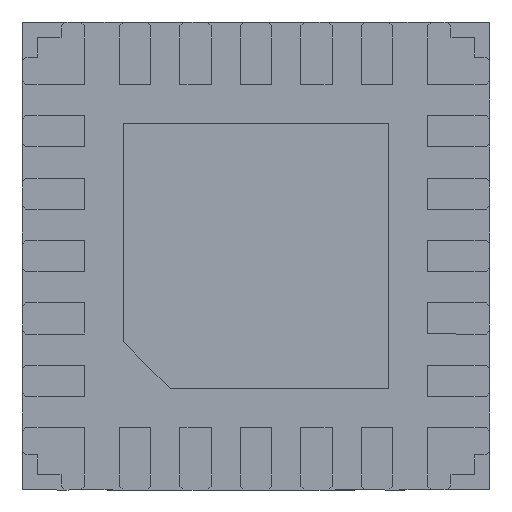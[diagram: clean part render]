
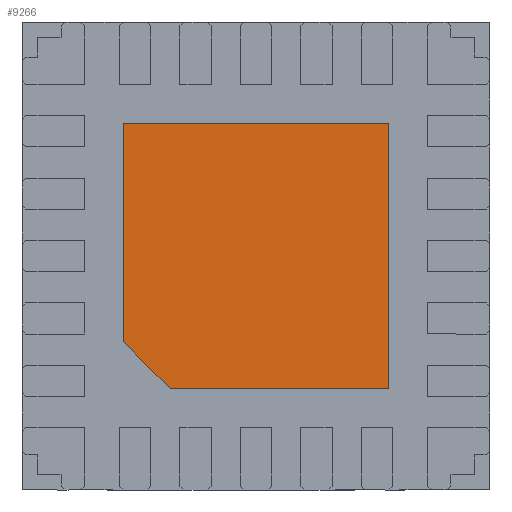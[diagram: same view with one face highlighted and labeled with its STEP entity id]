
A CAD part, front view. The second image highlights one B-rep face of the part: STEP entity #9266.
In plain terms, the highlighted planar face has unit normal (0, -1, 0).
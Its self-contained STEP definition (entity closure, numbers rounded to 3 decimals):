
#20 = FACE_OUTER_BOUND ( 'NONE', #8143, .T. ) ;
#354 = EDGE_CURVE ( 'NONE', #5318, #13692, #8236, .T. ) ;
#479 = LINE ( 'NONE', #7771, #9101 ) ;
#481 = CARTESIAN_POINT ( 'NONE',  ( -0.85, -0.392, -0.55 ) ) ;
#841 = CARTESIAN_POINT ( 'NONE',  ( -0.85, -0.392, 0.85 ) ) ;
#1330 = DIRECTION ( 'NONE',  ( 0., 0., 1. ) ) ;
#1450 = CARTESIAN_POINT ( 'NONE',  ( -0.55, -0.392, -0.85 ) ) ;
#1573 = CARTESIAN_POINT ( 'NONE',  ( 0.85, -0.392, 0.85 ) ) ;
#1993 = ORIENTED_EDGE ( 'NONE', *, *, #354, .T. ) ;
#3183 = PLANE ( 'NONE',  #4872 ) ;
#3237 = EDGE_CURVE ( 'NONE', #13112, #13231, #479, .T. ) ;
#3409 = VECTOR ( 'NONE', #4831, 1000. ) ;
#3420 = CARTESIAN_POINT ( 'NONE',  ( 0.85, -0.392, -0.85 ) ) ;
#3681 = EDGE_CURVE ( 'NONE', #13231, #9032, #12507, .T. ) ;
#3952 = VECTOR ( 'NONE', #6502, 1000. ) ;
#4629 = CARTESIAN_POINT ( 'NONE',  ( -0.55, -0.392, -0.85 ) ) ;
#4831 = DIRECTION ( 'NONE',  ( 0.707, 0., -0.707 ) ) ;
#4872 = AXIS2_PLACEMENT_3D ( 'NONE', #12930, #15447, #6872 ) ;
#5318 = VERTEX_POINT ( 'NONE', #841 ) ;
#6502 = DIRECTION ( 'NONE',  ( -1., 0., 0. ) ) ;
#6614 = LINE ( 'NONE', #1573, #3952 ) ;
#6863 = ORIENTED_EDGE ( 'NONE', *, *, #12728, .T. ) ;
#6872 = DIRECTION ( 'NONE',  ( 0., 0., -1. ) ) ;
#7544 = ORIENTED_EDGE ( 'NONE', *, *, #3681, .T. ) ;
#7771 = CARTESIAN_POINT ( 'NONE',  ( 0.85, -0.392, -0.85 ) ) ;
#8143 = EDGE_LOOP ( 'NONE', ( #1993, #6863, #13841, #7544, #10184 ) ) ;
#8236 = LINE ( 'NONE', #9877, #8437 ) ;
#8437 = VECTOR ( 'NONE', #9936, 1000. ) ;
#8609 = EDGE_CURVE ( 'NONE', #9032, #5318, #6614, .T. ) ;
#8894 = DIRECTION ( 'NONE',  ( 1., 0., 0. ) ) ;
#9032 = VERTEX_POINT ( 'NONE', #10916 ) ;
#9101 = VECTOR ( 'NONE', #8894, 1000. ) ;
#9266 = ADVANCED_FACE ( 'NONE', ( #20 ), #3183, .T. ) ;
#9272 = VECTOR ( 'NONE', #1330, 1000. ) ;
#9877 = CARTESIAN_POINT ( 'NONE',  ( -0.85, -0.392, -0.55 ) ) ;
#9936 = DIRECTION ( 'NONE',  ( 0., 0., -1. ) ) ;
#10184 = ORIENTED_EDGE ( 'NONE', *, *, #8609, .T. ) ;
#10916 = CARTESIAN_POINT ( 'NONE',  ( 0.85, -0.392, 0.85 ) ) ;
#11101 = CARTESIAN_POINT ( 'NONE',  ( 0.85, -0.392, -0.85 ) ) ;
#12507 = LINE ( 'NONE', #11101, #9272 ) ;
#12728 = EDGE_CURVE ( 'NONE', #13692, #13112, #13126, .T. ) ;
#12930 = CARTESIAN_POINT ( 'NONE',  ( 0., -0.392, 0. ) ) ;
#13112 = VERTEX_POINT ( 'NONE', #1450 ) ;
#13126 = LINE ( 'NONE', #4629, #3409 ) ;
#13231 = VERTEX_POINT ( 'NONE', #3420 ) ;
#13692 = VERTEX_POINT ( 'NONE', #481 ) ;
#13841 = ORIENTED_EDGE ( 'NONE', *, *, #3237, .T. ) ;
#15447 = DIRECTION ( 'NONE',  ( 0., -1., 0. ) ) ;
